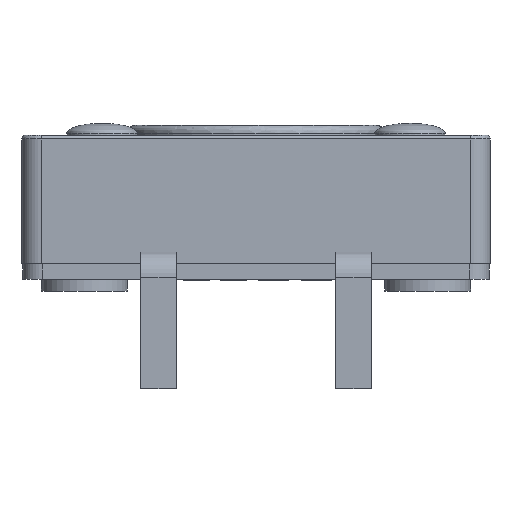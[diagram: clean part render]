
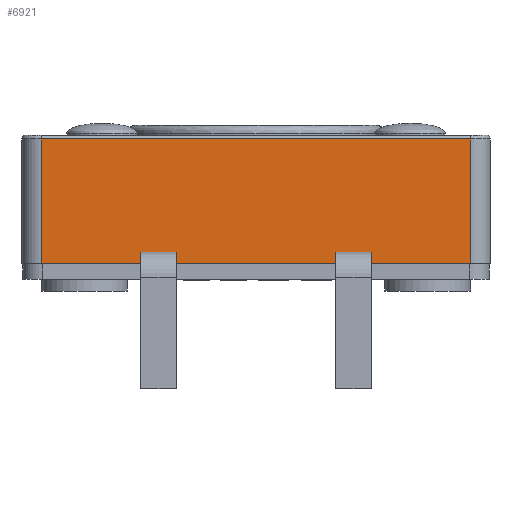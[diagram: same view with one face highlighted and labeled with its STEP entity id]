
A CAD part, front view. The second image highlights one B-rep face of the part: STEP entity #6921.
In plain terms, the highlighted planar face has unit normal (0, -1, 0).
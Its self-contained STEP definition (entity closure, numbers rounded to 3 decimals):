
#166 = PLANE ( 'NONE',  #3678 ) ;
#511 = CARTESIAN_POINT ( 'NONE',  ( 5.5, -6., 0. ) ) ;
#1621 = DIRECTION ( 'NONE',  ( 0., 0., 1. ) ) ;
#1729 = VECTOR ( 'NONE', #8943, 1000. ) ;
#2328 = CARTESIAN_POINT ( 'NONE',  ( -5.5, -6., 0.7 ) ) ;
#3594 = DIRECTION ( 'NONE',  ( 0., -1., 0. ) ) ;
#3678 = AXIS2_PLACEMENT_3D ( 'NONE', #9260, #3594, #8158 ) ;
#3820 = EDGE_CURVE ( 'NONE', #11136, #10675, #14415, .T. ) ;
#3832 = DIRECTION ( 'NONE',  ( -1., 0., 0. ) ) ;
#3931 = ORIENTED_EDGE ( 'NONE', *, *, #5770, .T. ) ;
#4837 = EDGE_CURVE ( 'NONE', #13776, #11136, #11873, .T. ) ;
#5092 = ORIENTED_EDGE ( 'NONE', *, *, #4837, .T. ) ;
#5770 = EDGE_CURVE ( 'NONE', #10675, #10407, #14369, .T. ) ;
#6442 = CARTESIAN_POINT ( 'NONE',  ( 5.5, -6., 3.9 ) ) ;
#6629 = ORIENTED_EDGE ( 'NONE', *, *, #3820, .T. ) ;
#6921 = ADVANCED_FACE ( 'NONE', ( #11685 ), #166, .T. ) ;
#6927 = VECTOR ( 'NONE', #14555, 1000. ) ;
#7206 = VECTOR ( 'NONE', #1621, 1000. ) ;
#7415 = CARTESIAN_POINT ( 'NONE',  ( 5.5, -6., 0.7 ) ) ;
#7732 = EDGE_LOOP ( 'NONE', ( #6629, #3931, #10587, #5092 ) ) ;
#7809 = CARTESIAN_POINT ( 'NONE',  ( -5.5, -6., 3.9 ) ) ;
#8158 = DIRECTION ( 'NONE',  ( 0., 0., -1. ) ) ;
#8546 = VECTOR ( 'NONE', #3832, 1000. ) ;
#8943 = DIRECTION ( 'NONE',  ( 0., 0., -1. ) ) ;
#9260 = CARTESIAN_POINT ( 'NONE',  ( -5.5, -6., 0. ) ) ;
#9509 = CARTESIAN_POINT ( 'NONE',  ( 0., -6., 0.7 ) ) ;
#10214 = EDGE_CURVE ( 'NONE', #13776, #10407, #14167, .T. ) ;
#10407 = VERTEX_POINT ( 'NONE', #2328 ) ;
#10587 = ORIENTED_EDGE ( 'NONE', *, *, #10214, .F. ) ;
#10675 = VERTEX_POINT ( 'NONE', #11003 ) ;
#11003 = CARTESIAN_POINT ( 'NONE',  ( -5.5, -6., 3.9 ) ) ;
#11136 = VERTEX_POINT ( 'NONE', #6442 ) ;
#11685 = FACE_OUTER_BOUND ( 'NONE', #7732, .T. ) ;
#11873 = LINE ( 'NONE', #511, #7206 ) ;
#13776 = VERTEX_POINT ( 'NONE', #7415 ) ;
#14167 = LINE ( 'NONE', #9509, #8546 ) ;
#14369 = LINE ( 'NONE', #14646, #1729 ) ;
#14415 = LINE ( 'NONE', #7809, #6927 ) ;
#14555 = DIRECTION ( 'NONE',  ( -1., 0., 0. ) ) ;
#14646 = CARTESIAN_POINT ( 'NONE',  ( -5.5, -6., 0. ) ) ;
